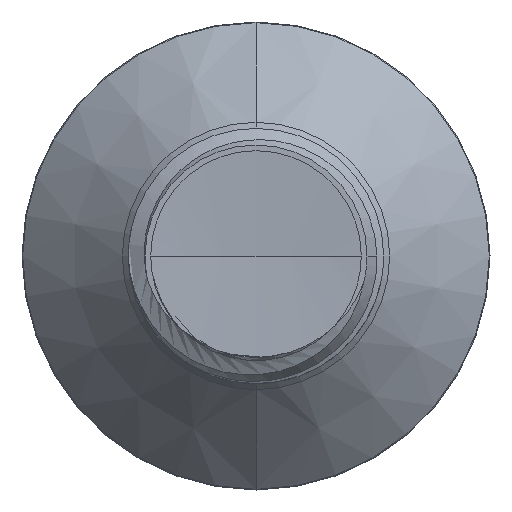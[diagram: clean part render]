
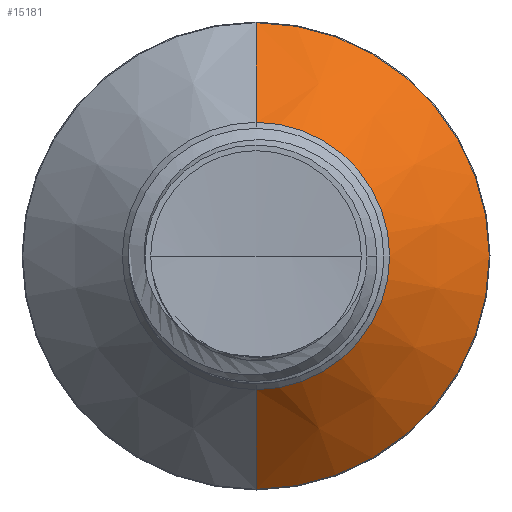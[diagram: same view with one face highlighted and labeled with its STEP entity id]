
A CAD part, front view. The second image highlights one B-rep face of the part: STEP entity #15181.
In plain terms, the highlighted conical face has half-angle 45 degrees and reference radius 3.141 mm.
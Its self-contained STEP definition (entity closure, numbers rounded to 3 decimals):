
#192 = EDGE_CURVE ( 'NONE', #15426, #12334, #555, .T. ) ;
#275 = EDGE_CURVE ( 'NONE', #12334, #7151, #24267, .T. ) ;
#427 = CARTESIAN_POINT ( 'NONE',  ( 0., 12.31, -5.483 ) ) ;
#555 = CIRCLE ( 'NONE', #19474, 3.141 ) ;
#680 = EDGE_CURVE ( 'NONE', #15398, #7151, #4068, .T. ) ;
#713 = AXIS2_PLACEMENT_3D ( 'NONE', #17232, #7273, #9308 ) ;
#716 = EDGE_CURVE ( 'NONE', #15426, #15398, #19138, .T. ) ;
#3245 = DIRECTION ( 'NONE',  ( 0., 0., 1. ) ) ;
#3371 = CARTESIAN_POINT ( 'NONE',  ( 0., 12.31, 0. ) ) ;
#3401 = DIRECTION ( 'NONE',  ( 0., 1., 0. ) ) ;
#3434 = VECTOR ( 'NONE', #3524, 1000. ) ;
#3524 = DIRECTION ( 'NONE',  ( 0., 0.707, 0.707 ) ) ;
#4068 = CIRCLE ( 'NONE', #9985, 5.483 ) ;
#5993 = VECTOR ( 'NONE', #16962, 1000. ) ;
#6429 = ORIENTED_EDGE ( 'NONE', *, *, #680, .F. ) ;
#7151 = VERTEX_POINT ( 'NONE', #427 ) ;
#7273 = DIRECTION ( 'NONE',  ( 0., 1., 0. ) ) ;
#7375 = FACE_OUTER_BOUND ( 'NONE', #10289, .T. ) ;
#7462 = CARTESIAN_POINT ( 'NONE',  ( 0., 9.969, 3.141 ) ) ;
#8118 = CARTESIAN_POINT ( 'NONE',  ( 0., 9.969, -3.141 ) ) ;
#9308 = DIRECTION ( 'NONE',  ( 0., 0., 1. ) ) ;
#9585 = CARTESIAN_POINT ( 'NONE',  ( 0., 12.31, 5.483 ) ) ;
#9985 = AXIS2_PLACEMENT_3D ( 'NONE', #3371, #3401, #3245 ) ;
#10289 = EDGE_LOOP ( 'NONE', ( #16469, #21078, #6429, #11787 ) ) ;
#11787 = ORIENTED_EDGE ( 'NONE', *, *, #716, .F. ) ;
#12088 = CONICAL_SURFACE ( 'NONE', #713, 3.141, 0.785 ) ;
#12334 = VERTEX_POINT ( 'NONE', #8118 ) ;
#14681 = CARTESIAN_POINT ( 'NONE',  ( 0., 9.969, 3.141 ) ) ;
#15181 = ADVANCED_FACE ( 'NONE', ( #7375 ), #12088, .T. ) ;
#15398 = VERTEX_POINT ( 'NONE', #9585 ) ;
#15426 = VERTEX_POINT ( 'NONE', #7462 ) ;
#16469 = ORIENTED_EDGE ( 'NONE', *, *, #192, .T. ) ;
#16708 = CARTESIAN_POINT ( 'NONE',  ( 0., 9.969, -3.141 ) ) ;
#16958 = DIRECTION ( 'NONE',  ( 0., 1., 0. ) ) ;
#16962 = DIRECTION ( 'NONE',  ( 0., 0.707, -0.707 ) ) ;
#17034 = DIRECTION ( 'NONE',  ( 0., 0., 1. ) ) ;
#17112 = CARTESIAN_POINT ( 'NONE',  ( 0., 9.969, 0. ) ) ;
#17232 = CARTESIAN_POINT ( 'NONE',  ( 0., 9.969, 0. ) ) ;
#19138 = LINE ( 'NONE', #14681, #3434 ) ;
#19474 = AXIS2_PLACEMENT_3D ( 'NONE', #17112, #16958, #17034 ) ;
#21078 = ORIENTED_EDGE ( 'NONE', *, *, #275, .T. ) ;
#24267 = LINE ( 'NONE', #16708, #5993 ) ;
